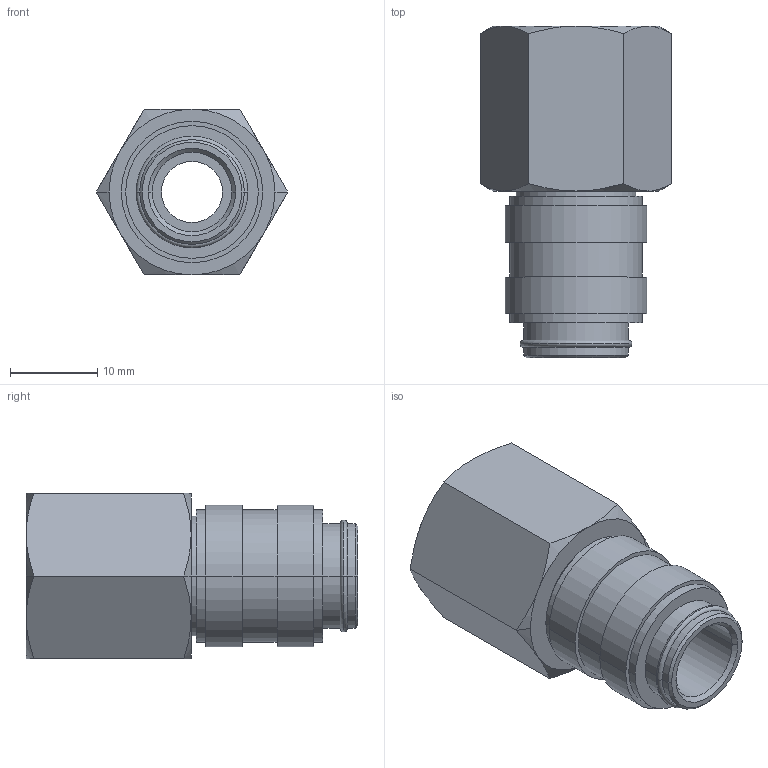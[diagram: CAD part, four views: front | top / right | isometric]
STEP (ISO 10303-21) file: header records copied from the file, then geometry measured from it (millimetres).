
FILE_DESCRIPTION(('STEP AP214'),'1');
FILE_NAME('ESME_38_I.stp','2020-08-17T11:37:35',('TraceParts'),('TraceParts S.A.'),'Spatial InterOp 3D',' ',' ');
FILE_SCHEMA(('AUTOMOTIVE_DESIGN { 1 0 10303 214 1 1 1 1 }'));
Length unit declared in the file: millimetre
Products named in the file (1): ESME_38_I
Bounding box: 21.94 x 38 x 19 mm (x, y, z)
Volume: 6114 mm3; surface area: 3978.4 mm2
Topology: 1 solids, 1 shells, 65 faces, 134 edges, 80 vertices
Faces by surface type: cylinder 22, cone 22, plane 17, torus 4
Entity records: 2280 total; most frequent: CARTESIAN_POINT 376, DIRECTION 314, ORIENTED_EDGE 268, AXIS2_PLACEMENT_3D 138, EDGE_CURVE 134, VERTEX_POINT 80, EDGE_LOOP 76, CIRCLE 72
